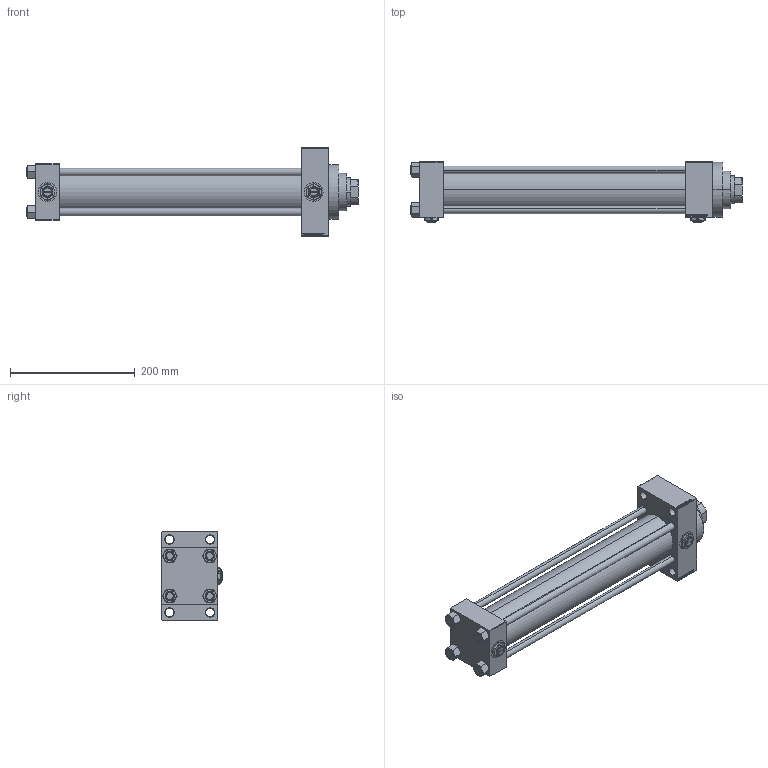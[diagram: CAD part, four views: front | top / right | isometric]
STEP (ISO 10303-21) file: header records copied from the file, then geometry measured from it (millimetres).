
FILE_DESCRIPTION (( 'STEP AP203' ), '1' );
FILE_NAME ('3df4.STEP', '2022-04-16T02:58:25', ( '' ), ( '' ), 'SwSTEP 2.0', 'SolidWorks 2019', '' );
FILE_SCHEMA (( 'CONFIG_CONTROL_DESIGN' ));
Length unit declared in the file: millimetre
Products named in the file (7): V215CR_D_TYCINKA 878601734d8dca5a7be000d8b281f4aa; Zatka_pro_OIL_PORT 878601734d8dca5a7be000d8b281f4aa; 3df4; V215CR_VCP_D 878601734d8dca5a7be000d8b281f4aa; V215_VC_A 878601734d8dca5a7be000d8b281f4aa; V215CR_D_Body 878601734d8dca5a7be000d8b281f4aa; NUT_M5_D 878601734d8dca5a7be000d8b281f4aa
Assembly tree (13 placements, depth 2):
  3df4
    V215CR_D_Body 878601734d8dca5a7be000d8b281f4aa
    V215CR_VCP_D 878601734d8dca5a7be000d8b281f4aa
    NUT_M5_D 878601734d8dca5a7be000d8b281f4aa  x4
    V215CR_D_TYCINKA 878601734d8dca5a7be000d8b281f4aa  x4
    V215_VC_A 878601734d8dca5a7be000d8b281f4aa
    Zatka_pro_OIL_PORT 878601734d8dca5a7be000d8b281f4aa  x2
Bounding box: 533 x 97 x 142 mm (x, y, z)
Volume: 2042260.1 mm3; surface area: 448569.8 mm2
Topology: 13 solids, 13 shells, 1204 faces, 2982 edges, 1919 vertices
Faces by surface type: plane 544, bspline 368, cone 186, cylinder 98, torus 8
Entity records: 49251 total; most frequent: CARTESIAN_POINT 25700, ORIENTED_EDGE 5264, DIRECTION 3446, EDGE_CURVE 2632, VERTEX_POINT 1717, LINE 1552, VECTOR 1552, EDGE_LOOP 1179
